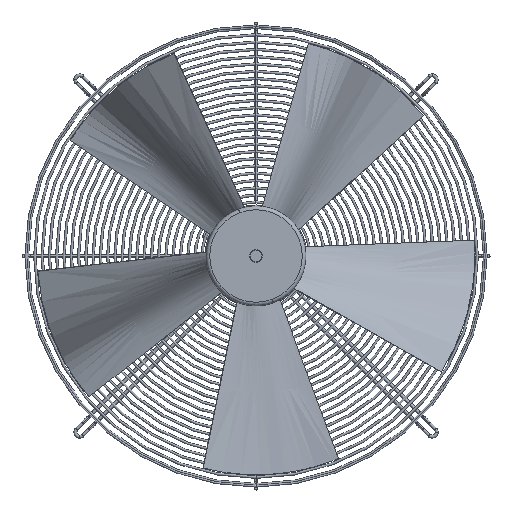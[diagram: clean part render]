
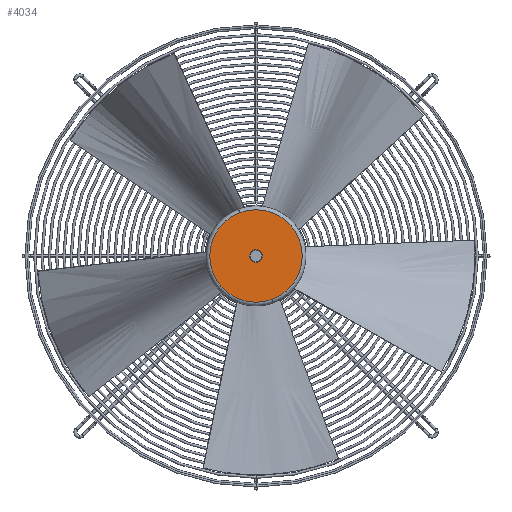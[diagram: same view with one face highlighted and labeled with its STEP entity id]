
A CAD part, front view. The second image highlights one B-rep face of the part: STEP entity #4034.
In plain terms, the highlighted face is planar.
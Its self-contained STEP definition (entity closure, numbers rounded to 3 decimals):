
#2424=CARTESIAN_POINT('',(0.,90.,0.));
#2425=DIRECTION('',(0.,1.,0.));
#2426=DIRECTION('',(0.,0.,1.));
#2427=AXIS2_PLACEMENT_3D('',#2424,#2425,#2426);
#2429=CARTESIAN_POINT('',(0.,90.,0.));
#2430=DIRECTION('',(0.,1.,0.));
#2431=DIRECTION('',(0.,0.,-1.));
#2432=AXIS2_PLACEMENT_3D('',#2429,#2430,#2431);
#2434=CARTESIAN_POINT('',(0.,90.,0.));
#2435=DIRECTION('',(0.,-1.,0.));
#2436=DIRECTION('',(0.,0.,-1.));
#2437=AXIS2_PLACEMENT_3D('',#2434,#2435,#2436);
#2439=CARTESIAN_POINT('',(0.,90.,0.));
#2440=DIRECTION('',(0.,-1.,0.));
#2441=DIRECTION('',(0.,0.,1.));
#2442=AXIS2_PLACEMENT_3D('',#2439,#2440,#2441);
#3413=CARTESIAN_POINT('',(0.,90.,-63.5));
#3414=CARTESIAN_POINT('',(0.,90.,63.5));
#3415=VERTEX_POINT('',#3413);
#3416=VERTEX_POINT('',#3414);
#3417=CARTESIAN_POINT('',(0.,90.,-8.5));
#3418=CARTESIAN_POINT('',(0.,90.,8.5));
#3419=VERTEX_POINT('',#3417);
#3420=VERTEX_POINT('',#3418);
#4019=CARTESIAN_POINT('',(0.,90.,0.));
#4020=DIRECTION('',(0.,1.,0.));
#4021=DIRECTION('',(0.,0.,1.));
#4022=AXIS2_PLACEMENT_3D('',#4019,#4020,#4021);
#4023=PLANE('',#4022);
#4024=ORIENTED_EDGE('',*,*,#3998,.F.);
#4025=ORIENTED_EDGE('',*,*,#4011,.F.);
#4026=EDGE_LOOP('',(#4024,#4025));
#4027=FACE_OUTER_BOUND('',#4026,.F.);
#4029=ORIENTED_EDGE('',*,*,#4028,.F.);
#4031=ORIENTED_EDGE('',*,*,#4030,.F.);
#4032=EDGE_LOOP('',(#4029,#4031));
#4033=FACE_BOUND('',#4032,.F.);
#4034=ADVANCED_FACE('',(#4027,#4033),#4023,.T.);
#2428=CIRCLE('',#2427,63.5);
#2433=CIRCLE('',#2432,63.5);
#2438=CIRCLE('',#2437,8.5);
#2443=CIRCLE('',#2442,8.5);
#3998=EDGE_CURVE('',#3416,#3415,#2428,.T.);
#4011=EDGE_CURVE('',#3415,#3416,#2433,.T.);
#4028=EDGE_CURVE('',#3419,#3420,#2438,.T.);
#4030=EDGE_CURVE('',#3420,#3419,#2443,.T.);
